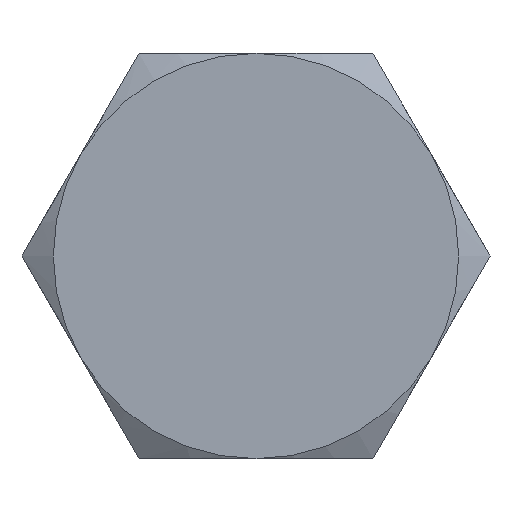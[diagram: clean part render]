
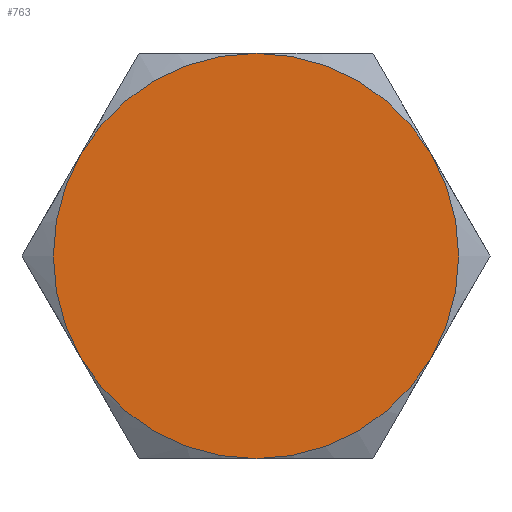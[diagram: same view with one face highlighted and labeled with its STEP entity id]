
A CAD part, left-side view. The second image highlights one B-rep face of the part: STEP entity #763.
In plain terms, the highlighted planar face has unit normal (-1, 0, 0).
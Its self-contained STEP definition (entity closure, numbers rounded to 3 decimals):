
#106 = DIRECTION ( 'NONE',  ( 1., 0., 0. ) ) ;
#120 = CARTESIAN_POINT ( 'NONE',  ( 0., 0., 0. ) ) ;
#172 = EDGE_LOOP ( 'NONE', ( #648, #506, #2262, #828, #1180, #1797 ) ) ;
#200 = DIRECTION ( 'NONE',  ( 1., 0., 0. ) ) ;
#248 = CARTESIAN_POINT ( 'NONE',  ( 0., -5.629, 3.25 ) ) ;
#287 = PLANE ( 'NONE',  #1057 ) ;
#320 = DIRECTION ( 'NONE',  ( 0., 0., -1. ) ) ;
#360 = VERTEX_POINT ( 'NONE', #1851 ) ;
#474 = CARTESIAN_POINT ( 'NONE',  ( 0., -5.629, -3.25 ) ) ;
#490 = EDGE_CURVE ( 'NONE', #2470, #1696, #827, .T. ) ;
#492 = EDGE_CURVE ( 'NONE', #2293, #2470, #2208, .T. ) ;
#496 = EDGE_CURVE ( 'NONE', #1037, #2293, #2609, .T. ) ;
#506 = ORIENTED_EDGE ( 'NONE', *, *, #490, .F. ) ;
#516 = EDGE_CURVE ( 'NONE', #1037, #1576, #1937, .T. ) ;
#527 = AXIS2_PLACEMENT_3D ( 'NONE', #1671, #200, #1879 ) ;
#528 = AXIS2_PLACEMENT_3D ( 'NONE', #847, #2423, #1131 ) ;
#535 = AXIS2_PLACEMENT_3D ( 'NONE', #1369, #2820, #1589 ) ;
#541 = AXIS2_PLACEMENT_3D ( 'NONE', #2220, #834, #2414 ) ;
#550 = AXIS2_PLACEMENT_3D ( 'NONE', #120, #1790, #320 ) ;
#648 = ORIENTED_EDGE ( 'NONE', *, *, #735, .F. ) ;
#728 = EDGE_CURVE ( 'NONE', #360, #1576, #1533, .T. ) ;
#735 = EDGE_CURVE ( 'NONE', #1696, #360, #2023, .T. ) ;
#763 = ADVANCED_FACE ( 'NONE', ( #2636 ), #287, .F. ) ;
#827 = CIRCLE ( 'NONE', #550, 6.5 ) ;
#828 = ORIENTED_EDGE ( 'NONE', *, *, #496, .F. ) ;
#834 = DIRECTION ( 'NONE',  ( 1., 0., 0. ) ) ;
#847 = CARTESIAN_POINT ( 'NONE',  ( 0., 0., 0. ) ) ;
#1037 = VERTEX_POINT ( 'NONE', #2084 ) ;
#1057 = AXIS2_PLACEMENT_3D ( 'NONE', #2385, #106, #1778 ) ;
#1131 = DIRECTION ( 'NONE',  ( 0., 0., 1. ) ) ;
#1146 = CARTESIAN_POINT ( 'NONE',  ( 0., 5.629, 3.25 ) ) ;
#1180 = ORIENTED_EDGE ( 'NONE', *, *, #516, .T. ) ;
#1241 = CARTESIAN_POINT ( 'NONE',  ( 0., 0., 0. ) ) ;
#1369 = CARTESIAN_POINT ( 'NONE',  ( 0., 0., 0. ) ) ;
#1456 = DIRECTION ( 'NONE',  ( 0., 0., -1. ) ) ;
#1533 = CIRCLE ( 'NONE', #527, 6.5 ) ;
#1576 = VERTEX_POINT ( 'NONE', #1146 ) ;
#1589 = DIRECTION ( 'NONE',  ( 0., 0., -1. ) ) ;
#1613 = CARTESIAN_POINT ( 'NONE',  ( 0., 0., -6.5 ) ) ;
#1671 = CARTESIAN_POINT ( 'NONE',  ( 0., 0., 0. ) ) ;
#1696 = VERTEX_POINT ( 'NONE', #1613 ) ;
#1778 = DIRECTION ( 'NONE',  ( 0., 0., -1. ) ) ;
#1790 = DIRECTION ( 'NONE',  ( 1., 0., 0. ) ) ;
#1797 = ORIENTED_EDGE ( 'NONE', *, *, #728, .F. ) ;
#1851 = CARTESIAN_POINT ( 'NONE',  ( 0., 5.629, -3.25 ) ) ;
#1879 = DIRECTION ( 'NONE',  ( 0., 0., -1. ) ) ;
#1937 = CIRCLE ( 'NONE', #528, 6.5 ) ;
#2023 = CIRCLE ( 'NONE', #2412, 6.5 ) ;
#2084 = CARTESIAN_POINT ( 'NONE',  ( 0., 0., 6.5 ) ) ;
#2208 = CIRCLE ( 'NONE', #541, 6.5 ) ;
#2220 = CARTESIAN_POINT ( 'NONE',  ( 0., 0., 0. ) ) ;
#2262 = ORIENTED_EDGE ( 'NONE', *, *, #492, .F. ) ;
#2293 = VERTEX_POINT ( 'NONE', #248 ) ;
#2385 = CARTESIAN_POINT ( 'NONE',  ( 0., 7.506, 0. ) ) ;
#2412 = AXIS2_PLACEMENT_3D ( 'NONE', #1241, #2706, #1456 ) ;
#2414 = DIRECTION ( 'NONE',  ( 0., 0., -1. ) ) ;
#2423 = DIRECTION ( 'NONE',  ( -1., 0., 0. ) ) ;
#2470 = VERTEX_POINT ( 'NONE', #474 ) ;
#2609 = CIRCLE ( 'NONE', #535, 6.5 ) ;
#2636 = FACE_OUTER_BOUND ( 'NONE', #172, .T. ) ;
#2706 = DIRECTION ( 'NONE',  ( 1., 0., 0. ) ) ;
#2820 = DIRECTION ( 'NONE',  ( 1., 0., 0. ) ) ;
